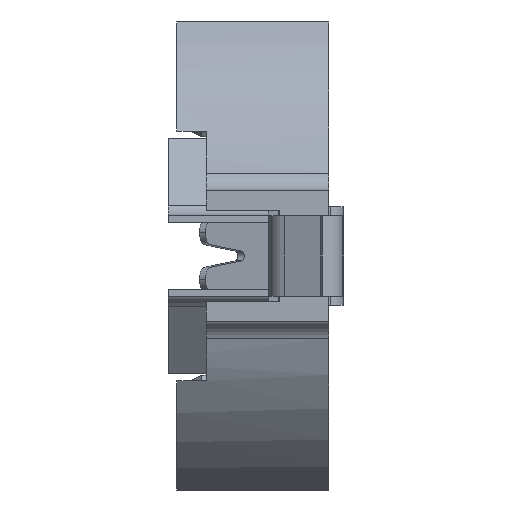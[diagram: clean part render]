
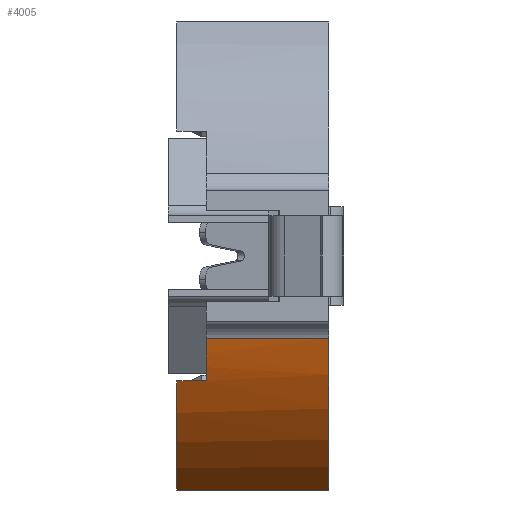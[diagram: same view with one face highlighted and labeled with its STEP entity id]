
A CAD part, left-side view. The second image highlights one B-rep face of the part: STEP entity #4005.
In plain terms, the highlighted cylindrical face has radius 11.33 mm (diameter 22.66 mm), a partial arc.
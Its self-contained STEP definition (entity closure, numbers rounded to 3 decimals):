
#6 = EDGE_CURVE ( 'NONE', #2485, #2531, #2669, .T. ) ;
#105 = EDGE_CURVE ( 'NONE', #6280, #4907, #3070, .T. ) ;
#128 = EDGE_CURVE ( 'NONE', #2564, #2531, #3424, .T. ) ;
#1083 = AXIS2_PLACEMENT_3D ( 'NONE', #5190, #5192, #5197 ) ;
#1247 = VECTOR ( 'NONE', #6087, 1000. ) ;
#1334 = CIRCLE ( 'NONE', #1336, 11.33 ) ;
#1336 = AXIS2_PLACEMENT_3D ( 'NONE', #2223, #2224, #2225 ) ;
#1367 = CIRCLE ( 'NONE', #1369, 11.33 ) ;
#1369 = AXIS2_PLACEMENT_3D ( 'NONE', #2292, #2293, #2294 ) ;
#2055 = EDGE_LOOP ( 'NONE', ( #3139, #3149, #3135, #3226, #3174, #3138 ) ) ;
#2223 = CARTESIAN_POINT ( 'NONE',  ( 0., 5., 0. ) ) ;
#2224 = DIRECTION ( 'NONE',  ( 0., 1., 0. ) ) ;
#2225 = DIRECTION ( 'NONE',  ( 0., 0., 1. ) ) ;
#2292 = CARTESIAN_POINT ( 'NONE',  ( 0., 6.2, 0. ) ) ;
#2293 = DIRECTION ( 'NONE',  ( 0., 1., 0. ) ) ;
#2294 = DIRECTION ( 'NONE',  ( 0., 0., 1. ) ) ;
#2393 = CARTESIAN_POINT ( 'NONE',  ( -10.117, 6.2, -5.1 ) ) ;
#2485 = VERTEX_POINT ( 'NONE', #4552 ) ;
#2531 = VERTEX_POINT ( 'NONE', #4598 ) ;
#2539 = VERTEX_POINT ( 'NONE', #4606 ) ;
#2564 = VERTEX_POINT ( 'NONE', #4631 ) ;
#2665 = CARTESIAN_POINT ( 'NONE',  ( -10.818, 2., -3.368 ) ) ;
#2669 = LINE ( 'NONE', #2665, #3297 ) ;
#2673 = DIRECTION ( 'NONE',  ( 0., -1., 0. ) ) ;
#3070 = LINE ( 'NONE', #3071, #3401 ) ;
#3071 = CARTESIAN_POINT ( 'NONE',  ( -10.117, 19.106, -5.1 ) ) ;
#3072 = DIRECTION ( 'NONE',  ( 0., -1., 0. ) ) ;
#3135 = ORIENTED_EDGE ( 'NONE', *, *, #105, .F. ) ;
#3138 = ORIENTED_EDGE ( 'NONE', *, *, #128, .T. ) ;
#3139 = ORIENTED_EDGE ( 'NONE', *, *, #6, .F. ) ;
#3149 = ORIENTED_EDGE ( 'NONE', *, *, #5702, .F. ) ;
#3174 = ORIENTED_EDGE ( 'NONE', *, *, #5637, .T. ) ;
#3226 = ORIENTED_EDGE ( 'NONE', *, *, #5725, .F. ) ;
#3297 = VECTOR ( 'NONE', #2673, 1000. ) ;
#3401 = VECTOR ( 'NONE', #3072, 1000. ) ;
#3424 = CIRCLE ( 'NONE', #3434, 11.33 ) ;
#3434 = AXIS2_PLACEMENT_3D ( 'NONE', #3576, #3577, #3578 ) ;
#3576 = CARTESIAN_POINT ( 'NONE',  ( 0., 0., 0. ) ) ;
#3577 = DIRECTION ( 'NONE',  ( 0., 1., 0. ) ) ;
#3578 = DIRECTION ( 'NONE',  ( 0., 0., 1. ) ) ;
#4005 = ADVANCED_FACE ( 'NONE', ( #5196 ), #5195, .T. ) ;
#4552 = CARTESIAN_POINT ( 'NONE',  ( -10.818, 5., -3.368 ) ) ;
#4598 = CARTESIAN_POINT ( 'NONE',  ( -10.818, 0., -3.368 ) ) ;
#4606 = CARTESIAN_POINT ( 'NONE',  ( -6.096, 6.2, -9.55 ) ) ;
#4631 = CARTESIAN_POINT ( 'NONE',  ( -6.096, 0., -9.55 ) ) ;
#4907 = VERTEX_POINT ( 'NONE', #5404 ) ;
#5190 = CARTESIAN_POINT ( 'NONE',  ( 0., 2., 0. ) ) ;
#5192 = DIRECTION ( 'NONE',  ( 0., -1., 0. ) ) ;
#5195 = CYLINDRICAL_SURFACE ( 'NONE', #1083, 11.33 ) ;
#5196 = FACE_OUTER_BOUND ( 'NONE', #2055, .T. ) ;
#5197 = DIRECTION ( 'NONE',  ( 0., 0., -1. ) ) ;
#5404 = CARTESIAN_POINT ( 'NONE',  ( -10.117, 5., -5.1 ) ) ;
#5637 = EDGE_CURVE ( 'NONE', #2539, #2564, #6083, .T. ) ;
#5702 = EDGE_CURVE ( 'NONE', #4907, #2485, #1334, .T. ) ;
#5725 = EDGE_CURVE ( 'NONE', #2539, #6280, #1367, .T. ) ;
#6073 = CARTESIAN_POINT ( 'NONE',  ( -6.096, 2., -9.55 ) ) ;
#6083 = LINE ( 'NONE', #6073, #1247 ) ;
#6087 = DIRECTION ( 'NONE',  ( 0., -1., 0. ) ) ;
#6280 = VERTEX_POINT ( 'NONE', #2393 ) ;
